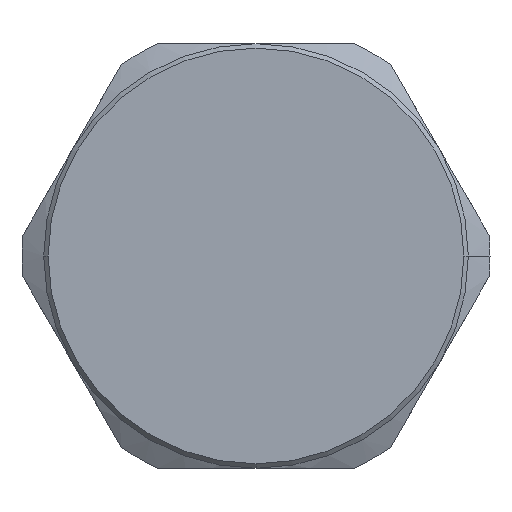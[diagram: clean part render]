
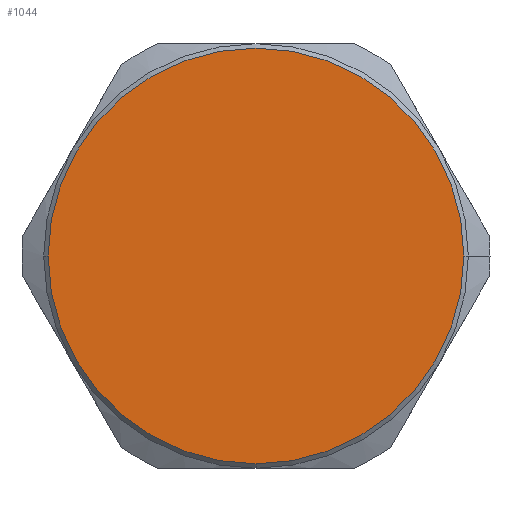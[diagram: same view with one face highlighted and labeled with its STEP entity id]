
A CAD part, left-side view. The second image highlights one B-rep face of the part: STEP entity #1044.
In plain terms, the highlighted planar face has unit normal (-1, 0, 0).
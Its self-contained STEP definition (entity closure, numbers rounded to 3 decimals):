
#146 = DIRECTION ( 'NONE',  ( -1., 0., 0. ) ) ;
#388 = FACE_OUTER_BOUND ( 'NONE', #5400, .T. ) ;
#573 = DIRECTION ( 'NONE',  ( -1., 0., 0. ) ) ;
#983 = VERTEX_POINT ( 'NONE', #6685 ) ;
#1044 = ADVANCED_FACE ( 'NONE', ( #388 ), #4675, .F. ) ;
#1104 = DIRECTION ( 'NONE',  ( 0., -1., 0. ) ) ;
#1144 = AXIS2_PLACEMENT_3D ( 'NONE', #1340, #3944, #4392 ) ;
#1340 = CARTESIAN_POINT ( 'NONE',  ( 0., 0., 0. ) ) ;
#2049 = CARTESIAN_POINT ( 'NONE',  ( 0., 9.325, 0. ) ) ;
#2107 = VERTEX_POINT ( 'NONE', #3644 ) ;
#2164 = ORIENTED_EDGE ( 'NONE', *, *, #2258, .T. ) ;
#2176 = ORIENTED_EDGE ( 'NONE', *, *, #5607, .T. ) ;
#2258 = EDGE_CURVE ( 'NONE', #2107, #5962, #3882, .T. ) ;
#2758 = AXIS2_PLACEMENT_3D ( 'NONE', #6840, #4151, #6293 ) ;
#3033 = AXIS2_PLACEMENT_3D ( 'NONE', #3907, #146, #3362 ) ;
#3362 = DIRECTION ( 'NONE',  ( 0., 1., 0. ) ) ;
#3644 = CARTESIAN_POINT ( 'NONE',  ( 0., -9.325, 0. ) ) ;
#3882 = CIRCLE ( 'NONE', #6108, 9.325 ) ;
#3907 = CARTESIAN_POINT ( 'NONE',  ( 0., 0., 0. ) ) ;
#3944 = DIRECTION ( 'NONE',  ( -1., 0., 0. ) ) ;
#4151 = DIRECTION ( 'NONE',  ( 1., 0., 0. ) ) ;
#4392 = DIRECTION ( 'NONE',  ( 0., 1., 0. ) ) ;
#4675 = PLANE ( 'NONE',  #2758 ) ;
#4905 = CIRCLE ( 'NONE', #3033, 9.325 ) ;
#5380 = EDGE_CURVE ( 'NONE', #983, #2107, #5807, .T. ) ;
#5400 = EDGE_LOOP ( 'NONE', ( #2176, #6745, #2164 ) ) ;
#5607 = EDGE_CURVE ( 'NONE', #5962, #983, #4905, .T. ) ;
#5807 = CIRCLE ( 'NONE', #1144, 9.325 ) ;
#5962 = VERTEX_POINT ( 'NONE', #2049 ) ;
#6108 = AXIS2_PLACEMENT_3D ( 'NONE', #6912, #573, #1104 ) ;
#6293 = DIRECTION ( 'NONE',  ( 0., 1., 0. ) ) ;
#6685 = CARTESIAN_POINT ( 'NONE',  ( 0., 0., -9.325 ) ) ;
#6745 = ORIENTED_EDGE ( 'NONE', *, *, #5380, .T. ) ;
#6840 = CARTESIAN_POINT ( 'NONE',  ( 0., 0., 0. ) ) ;
#6912 = CARTESIAN_POINT ( 'NONE',  ( 0., 0., 0. ) ) ;
